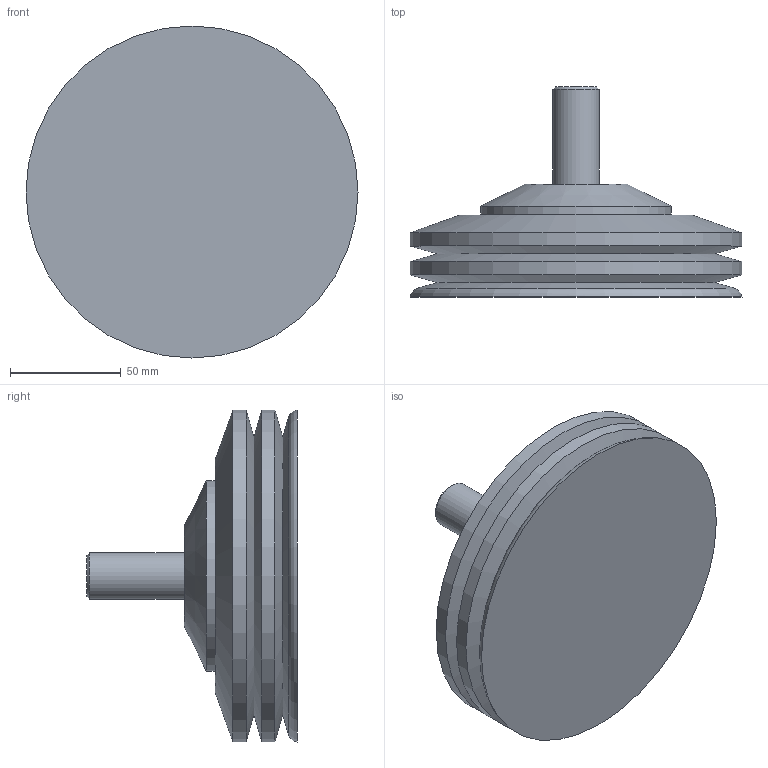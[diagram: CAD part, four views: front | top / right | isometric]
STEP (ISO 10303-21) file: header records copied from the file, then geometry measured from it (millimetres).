
FILE_DESCRIPTION(/* description */ (''),/* implementation_level */ '2;1');
FILE_NAME(/* name */ '3D_vfb150nit.stp',/* time_stamp */ '2020-04-08T10:02:28+02:00',/* author */ ('lmacia'),/* organization */ (''),/* preprocessor_version */ 'ST-DEVELOPER v17',/* originating_system */ 'Autodesk Inventor 2019',/* authorisation */ '');
FILE_SCHEMA (('AUTOMOTIVE_DESIGN { 1 0 10303 214 3 1 1 }'));
Length unit declared in the file: millimetre
Products named in the file (1): 3D_vfb150nit
Bounding box: 150 x 95 x 150 mm (x, y, z)
Volume: 649207.3 mm3; surface area: 69317.5 mm2
Topology: 1 solids, 1 shells, 16 faces, 43 edges, 31 vertices
Faces by surface type: cone 7, plane 4, cylinder 4, torus 1
Full cylindrical faces by diameter (mm): 20.955 x1, 86 x1, 150 x2
Entity records: 584 total; most frequent: DIRECTION 109, CARTESIAN_POINT 91, ORIENTED_EDGE 86, AXIS2_PLACEMENT_3D 49, EDGE_CURVE 43, CIRCLE 32, VERTEX_POINT 31, EDGE_LOOP 18
